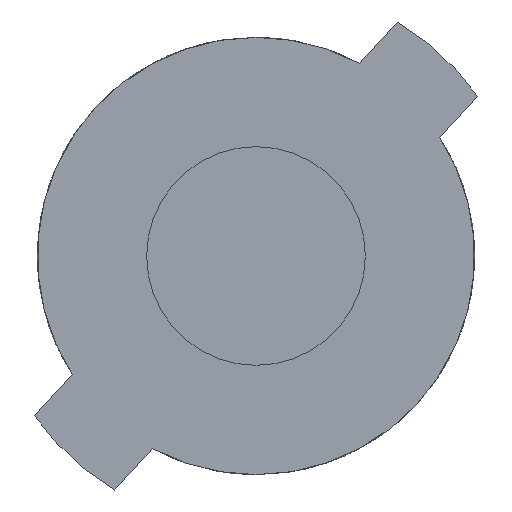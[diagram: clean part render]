
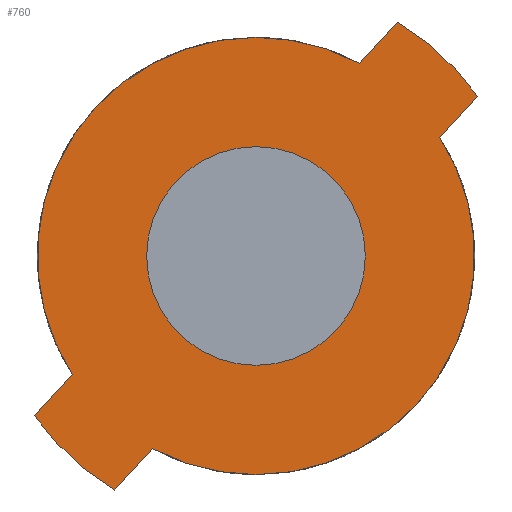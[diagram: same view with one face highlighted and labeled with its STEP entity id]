
A CAD part, front view. The second image highlights one B-rep face of the part: STEP entity #760.
In plain terms, the highlighted planar face has unit normal (0, -1, 0).
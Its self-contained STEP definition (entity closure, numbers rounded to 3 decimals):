
#1 = CARTESIAN_POINT ( 'NONE',  ( -10.097, 1., -14.445 ) ) ;
#15 = AXIS2_PLACEMENT_3D ( 'NONE', #939, #1041, #404 ) ;
#22 = ORIENTED_EDGE ( 'NONE', *, *, #509, .F. ) ;
#50 = CARTESIAN_POINT ( 'NONE',  ( -10.097, 1., -18.445 ) ) ;
#60 = AXIS2_PLACEMENT_3D ( 'NONE', #410, #389, #844 ) ;
#88 = CARTESIAN_POINT ( 'NONE',  ( -14.151, 1., -19.371 ) ) ;
#107 = DIRECTION ( 'NONE',  ( 0., 1., 0. ) ) ;
#134 = LINE ( 'NONE', #88, #640 ) ;
#158 = DIRECTION ( 'NONE',  ( 0.677, 0., 0.736 ) ) ;
#171 = DIRECTION ( 'NONE',  ( 0., 0., 1. ) ) ;
#178 = CARTESIAN_POINT ( 'NONE',  ( -10.097, 1., -20.445 ) ) ;
#237 = LINE ( 'NONE', #741, #1112 ) ;
#264 = ORIENTED_EDGE ( 'NONE', *, *, #439, .F. ) ;
#268 = EDGE_CURVE ( 'NONE', #1321, #1279, #677, .T. ) ;
#286 = DIRECTION ( 'NONE',  ( 0., 0., 1. ) ) ;
#293 = ORIENTED_EDGE ( 'NONE', *, *, #817, .F. ) ;
#295 = DIRECTION ( 'NONE',  ( 0., -1., 0. ) ) ;
#301 = EDGE_LOOP ( 'NONE', ( #22, #1298, #437, #636, #664, #812, #1082, #679, #512, #264 ) ) ;
#312 = CARTESIAN_POINT ( 'NONE',  ( -10.097, 1., -16.445 ) ) ;
#341 = DIRECTION ( 'NONE',  ( 0., 1., 0. ) ) ;
#360 = EDGE_CURVE ( 'NONE', #1026, #1248, #754, .T. ) ;
#374 = EDGE_CURVE ( 'NONE', #1132, #1382, #134, .T. ) ;
#377 = CARTESIAN_POINT ( 'NONE',  ( -7.514, 1., -12.164 ) ) ;
#379 = DIRECTION ( 'NONE',  ( -0.677, 0., -0.736 ) ) ;
#383 = CIRCLE ( 'NONE', #828, 5. ) ;
#386 = CARTESIAN_POINT ( 'NONE',  ( -10.097, 1., -16.445 ) ) ;
#389 = DIRECTION ( 'NONE',  ( 0., 1., 0. ) ) ;
#404 = DIRECTION ( 'NONE',  ( 0., 0., -1. ) ) ;
#410 = CARTESIAN_POINT ( 'NONE',  ( -10.097, 1., -16.445 ) ) ;
#423 = AXIS2_PLACEMENT_3D ( 'NONE', #312, #107, #540 ) ;
#437 = ORIENTED_EDGE ( 'NONE', *, *, #1209, .F. ) ;
#439 = EDGE_CURVE ( 'NONE', #1156, #1372, #1176, .T. ) ;
#447 = EDGE_LOOP ( 'NONE', ( #1337, #293 ) ) ;
#455 = CIRCLE ( 'NONE', #423, 5. ) ;
#472 = CARTESIAN_POINT ( 'NONE',  ( -10.097, 1., -16.445 ) ) ;
#505 = CARTESIAN_POINT ( 'NONE',  ( -10.097, 1., -16.445 ) ) ;
#509 = EDGE_CURVE ( 'NONE', #758, #1156, #237, .T. ) ;
#512 = ORIENTED_EDGE ( 'NONE', *, *, #681, .F. ) ;
#517 = FACE_OUTER_BOUND ( 'NONE', #301, .T. ) ;
#540 = DIRECTION ( 'NONE',  ( 0., 0., -1. ) ) ;
#563 = VERTEX_POINT ( 'NONE', #1202 ) ;
#566 = CARTESIAN_POINT ( 'NONE',  ( -14.151, 1., -19.371 ) ) ;
#568 = CARTESIAN_POINT ( 'NONE',  ( 0., 1., 0. ) ) ;
#586 = FACE_BOUND ( 'NONE', #447, .T. ) ;
#592 = AXIS2_PLACEMENT_3D ( 'NONE', #881, #341, #774 ) ;
#599 = VERTEX_POINT ( 'NONE', #784 ) ;
#603 = EDGE_CURVE ( 'NONE', #599, #563, #605, .T. ) ;
#605 = CIRCLE ( 'NONE', #592, 4. ) ;
#636 = ORIENTED_EDGE ( 'NONE', *, *, #603, .F. ) ;
#640 = VECTOR ( 'NONE', #721, 1000. ) ;
#664 = ORIENTED_EDGE ( 'NONE', *, *, #901, .F. ) ;
#677 = LINE ( 'NONE', #713, #842 ) ;
#679 = ORIENTED_EDGE ( 'NONE', *, *, #268, .F. ) ;
#681 = EDGE_CURVE ( 'NONE', #1372, #1321, #971, .T. ) ;
#693 = DIRECTION ( 'NONE',  ( 0., 0., 1. ) ) ;
#713 = CARTESIAN_POINT ( 'NONE',  ( -11.985, 1., -19.971 ) ) ;
#718 = CARTESIAN_POINT ( 'NONE',  ( -11.985, 1., -19.971 ) ) ;
#721 = DIRECTION ( 'NONE',  ( 0.677, 0., 0.736 ) ) ;
#722 = CIRCLE ( 'NONE', #15, 4. ) ;
#741 = CARTESIAN_POINT ( 'NONE',  ( -6.043, 1., -13.519 ) ) ;
#754 = CIRCLE ( 'NONE', #793, 2. ) ;
#758 = VERTEX_POINT ( 'NONE', #1131 ) ;
#760 = ADVANCED_FACE ( 'NONE', ( #586, #517 ), #1232, .F. ) ;
#772 = CARTESIAN_POINT ( 'NONE',  ( -6.738, 1., -14.274 ) ) ;
#774 = DIRECTION ( 'NONE',  ( 0., 0., -1. ) ) ;
#784 = CARTESIAN_POINT ( 'NONE',  ( -10.097, 1., -12.445 ) ) ;
#786 = DIRECTION ( 'NONE',  ( 0., 1., 0. ) ) ;
#793 = AXIS2_PLACEMENT_3D ( 'NONE', #505, #295, #286 ) ;
#798 = CARTESIAN_POINT ( 'NONE',  ( -8.209, 1., -12.919 ) ) ;
#811 = CARTESIAN_POINT ( 'NONE',  ( -13.456, 1., -18.616 ) ) ;
#812 = ORIENTED_EDGE ( 'NONE', *, *, #374, .F. ) ;
#817 = EDGE_CURVE ( 'NONE', #1248, #1026, #1226, .T. ) ;
#828 = AXIS2_PLACEMENT_3D ( 'NONE', #472, #918, #1013 ) ;
#842 = VECTOR ( 'NONE', #379, 1000. ) ;
#844 = DIRECTION ( 'NONE',  ( 0., 0., -1. ) ) ;
#881 = CARTESIAN_POINT ( 'NONE',  ( -10.097, 1., -16.445 ) ) ;
#901 = EDGE_CURVE ( 'NONE', #1382, #599, #722, .T. ) ;
#902 = CARTESIAN_POINT ( 'NONE',  ( -12.68, 1., -20.726 ) ) ;
#909 = DIRECTION ( 'NONE',  ( 0., 1., 0. ) ) ;
#918 = DIRECTION ( 'NONE',  ( 0., 1., 0. ) ) ;
#939 = CARTESIAN_POINT ( 'NONE',  ( -10.097, 1., -16.445 ) ) ;
#971 = CIRCLE ( 'NONE', #1387, 4. ) ;
#986 = EDGE_CURVE ( 'NONE', #1249, #758, #455, .T. ) ;
#1003 = DIRECTION ( 'NONE',  ( 0., 0., -1. ) ) ;
#1013 = DIRECTION ( 'NONE',  ( 0., 0., -1. ) ) ;
#1026 = VERTEX_POINT ( 'NONE', #1 ) ;
#1041 = DIRECTION ( 'NONE',  ( 0., 1., 0. ) ) ;
#1042 = AXIS2_PLACEMENT_3D ( 'NONE', #568, #786, #693 ) ;
#1071 = LINE ( 'NONE', #798, #1287 ) ;
#1082 = ORIENTED_EDGE ( 'NONE', *, *, #1175, .F. ) ;
#1112 = VECTOR ( 'NONE', #1284, 1000. ) ;
#1118 = CARTESIAN_POINT ( 'NONE',  ( -10.097, 1., -16.445 ) ) ;
#1131 = CARTESIAN_POINT ( 'NONE',  ( -6.043, 1., -13.519 ) ) ;
#1132 = VERTEX_POINT ( 'NONE', #566 ) ;
#1156 = VERTEX_POINT ( 'NONE', #772 ) ;
#1175 = EDGE_CURVE ( 'NONE', #1279, #1132, #383, .T. ) ;
#1176 = CIRCLE ( 'NONE', #60, 4. ) ;
#1202 = CARTESIAN_POINT ( 'NONE',  ( -8.209, 1., -12.919 ) ) ;
#1209 = EDGE_CURVE ( 'NONE', #563, #1249, #1071, .T. ) ;
#1226 = CIRCLE ( 'NONE', #1378, 2. ) ;
#1232 = PLANE ( 'NONE',  #1042 ) ;
#1244 = DIRECTION ( 'NONE',  ( 0., -1., 0. ) ) ;
#1248 = VERTEX_POINT ( 'NONE', #50 ) ;
#1249 = VERTEX_POINT ( 'NONE', #377 ) ;
#1279 = VERTEX_POINT ( 'NONE', #902 ) ;
#1284 = DIRECTION ( 'NONE',  ( -0.677, 0., -0.736 ) ) ;
#1287 = VECTOR ( 'NONE', #158, 1000. ) ;
#1298 = ORIENTED_EDGE ( 'NONE', *, *, #986, .F. ) ;
#1321 = VERTEX_POINT ( 'NONE', #718 ) ;
#1337 = ORIENTED_EDGE ( 'NONE', *, *, #360, .F. ) ;
#1372 = VERTEX_POINT ( 'NONE', #178 ) ;
#1378 = AXIS2_PLACEMENT_3D ( 'NONE', #386, #1244, #171 ) ;
#1382 = VERTEX_POINT ( 'NONE', #811 ) ;
#1387 = AXIS2_PLACEMENT_3D ( 'NONE', #1118, #909, #1003 ) ;
